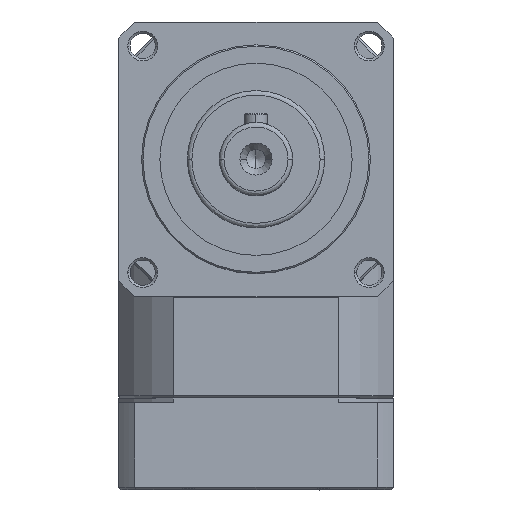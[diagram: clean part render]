
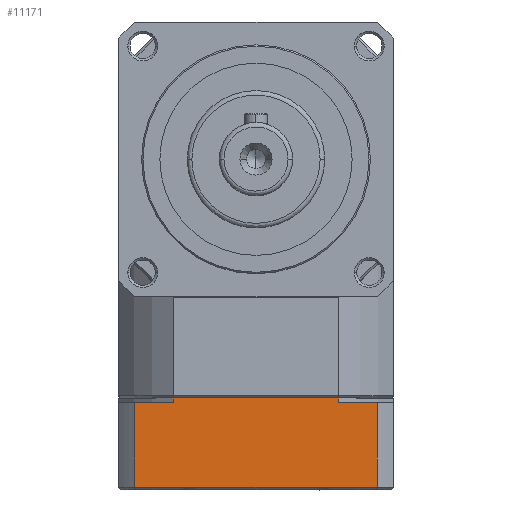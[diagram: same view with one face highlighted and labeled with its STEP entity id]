
A CAD part, top view. The second image highlights one B-rep face of the part: STEP entity #11171.
In plain terms, the highlighted face is planar.
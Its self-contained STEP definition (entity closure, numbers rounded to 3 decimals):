
#380 = DIRECTION ( 'NONE',  ( 0., 0., -1. ) ) ;
#510 = VERTEX_POINT ( 'NONE', #17823 ) ;
#1000 = VECTOR ( 'NONE', #12744, 1000. ) ;
#1149 = VERTEX_POINT ( 'NONE', #23759 ) ;
#1210 = LINE ( 'NONE', #18261, #10590 ) ;
#1280 = DIRECTION ( 'NONE',  ( 0., 0., -1. ) ) ;
#1372 = CARTESIAN_POINT ( 'NONE',  ( -26.458, 30., 0. ) ) ;
#1375 = CARTESIAN_POINT ( 'NONE',  ( -18.028, 30., 0. ) ) ;
#1582 = CARTESIAN_POINT ( 'NONE',  ( 30., 30., 19.5 ) ) ;
#2049 = EDGE_CURVE ( 'NONE', #15763, #20959, #11987, .T. ) ;
#2602 = CARTESIAN_POINT ( 'NONE',  ( -26.458, 30., 1. ) ) ;
#3432 = CARTESIAN_POINT ( 'NONE',  ( -18.028, 30., 1. ) ) ;
#3691 = ORIENTED_EDGE ( 'NONE', *, *, #4791, .F. ) ;
#3728 = VERTEX_POINT ( 'NONE', #11510 ) ;
#4023 = VECTOR ( 'NONE', #380, 1000. ) ;
#4069 = EDGE_CURVE ( 'NONE', #3728, #20940, #7218, .T. ) ;
#4199 = LINE ( 'NONE', #12575, #9187 ) ;
#4689 = CARTESIAN_POINT ( 'NONE',  ( -18.028, 30., 0. ) ) ;
#4791 = EDGE_CURVE ( 'NONE', #1149, #8041, #10958, .T. ) ;
#4807 = ORIENTED_EDGE ( 'NONE', *, *, #17963, .T. ) ;
#5163 = CARTESIAN_POINT ( 'NONE',  ( 30., 30., 0. ) ) ;
#5895 = CARTESIAN_POINT ( 'NONE',  ( -25.742, 30., 1. ) ) ;
#7072 = LINE ( 'NONE', #5895, #11462 ) ;
#7079 = DIRECTION ( 'NONE',  ( -1., 0., 0. ) ) ;
#7080 = DIRECTION ( 'NONE',  ( -1., 0., 0. ) ) ;
#7218 = LINE ( 'NONE', #8485, #11628 ) ;
#8041 = VERTEX_POINT ( 'NONE', #2602 ) ;
#8485 = CARTESIAN_POINT ( 'NONE',  ( 25.742, 30., 1. ) ) ;
#9187 = VECTOR ( 'NONE', #16372, 1000. ) ;
#9633 = ORIENTED_EDGE ( 'NONE', *, *, #2049, .F. ) ;
#9879 = ORIENTED_EDGE ( 'NONE', *, *, #20595, .T. ) ;
#10125 = VERTEX_POINT ( 'NONE', #20117 ) ;
#10590 = VECTOR ( 'NONE', #7079, 1000. ) ;
#10958 = LINE ( 'NONE', #1372, #1000 ) ;
#10966 = LINE ( 'NONE', #1582, #15963 ) ;
#11171 = ADVANCED_FACE ( 'NONE', ( #19498 ), #21942, .T. ) ;
#11462 = VECTOR ( 'NONE', #15241, 1000. ) ;
#11510 = CARTESIAN_POINT ( 'NONE',  ( 26.458, 30., 1. ) ) ;
#11628 = VECTOR ( 'NONE', #12225, 1000. ) ;
#11987 = LINE ( 'NONE', #1375, #21887 ) ;
#12225 = DIRECTION ( 'NONE',  ( -1., 0., 0. ) ) ;
#12237 = EDGE_LOOP ( 'NONE', ( #4807, #3691, #9879, #16753, #14398, #16096, #15667, #9633 ) ) ;
#12575 = CARTESIAN_POINT ( 'NONE',  ( 26.458, 30., 0. ) ) ;
#12744 = DIRECTION ( 'NONE',  ( 0., 0., -1. ) ) ;
#12815 = DIRECTION ( 'NONE',  ( 1., 0., 0. ) ) ;
#14398 = ORIENTED_EDGE ( 'NONE', *, *, #4069, .T. ) ;
#14830 = AXIS2_PLACEMENT_3D ( 'NONE', #5163, #18263, #7080 ) ;
#14955 = CARTESIAN_POINT ( 'NONE',  ( 18.028, 30., 0. ) ) ;
#15210 = EDGE_CURVE ( 'NONE', #510, #20959, #1210, .T. ) ;
#15241 = DIRECTION ( 'NONE',  ( -1., 0., 0. ) ) ;
#15667 = ORIENTED_EDGE ( 'NONE', *, *, #15210, .T. ) ;
#15763 = VERTEX_POINT ( 'NONE', #3432 ) ;
#15963 = VECTOR ( 'NONE', #12815, 1000. ) ;
#16096 = ORIENTED_EDGE ( 'NONE', *, *, #16405, .T. ) ;
#16372 = DIRECTION ( 'NONE',  ( 0., 0., 1. ) ) ;
#16405 = EDGE_CURVE ( 'NONE', #20940, #510, #18973, .T. ) ;
#16753 = ORIENTED_EDGE ( 'NONE', *, *, #17236, .F. ) ;
#17236 = EDGE_CURVE ( 'NONE', #3728, #10125, #4199, .T. ) ;
#17823 = CARTESIAN_POINT ( 'NONE',  ( 18.028, 30., 0. ) ) ;
#17963 = EDGE_CURVE ( 'NONE', #15763, #8041, #7072, .T. ) ;
#18261 = CARTESIAN_POINT ( 'NONE',  ( 0., 30., 0. ) ) ;
#18263 = DIRECTION ( 'NONE',  ( 0., 1., 0. ) ) ;
#18973 = LINE ( 'NONE', #14955, #4023 ) ;
#19498 = FACE_OUTER_BOUND ( 'NONE', #12237, .T. ) ;
#20117 = CARTESIAN_POINT ( 'NONE',  ( 26.458, 30., 19.5 ) ) ;
#20595 = EDGE_CURVE ( 'NONE', #1149, #10125, #10966, .T. ) ;
#20940 = VERTEX_POINT ( 'NONE', #21328 ) ;
#20959 = VERTEX_POINT ( 'NONE', #4689 ) ;
#21328 = CARTESIAN_POINT ( 'NONE',  ( 18.028, 30., 1. ) ) ;
#21887 = VECTOR ( 'NONE', #1280, 1000. ) ;
#21942 = PLANE ( 'NONE',  #14830 ) ;
#23759 = CARTESIAN_POINT ( 'NONE',  ( -26.458, 30., 19.5 ) ) ;
